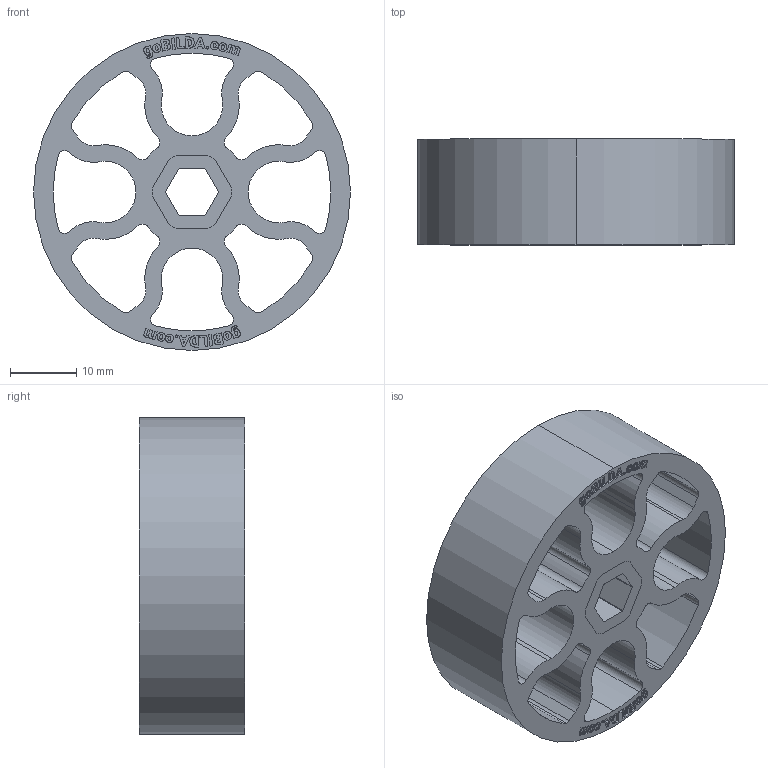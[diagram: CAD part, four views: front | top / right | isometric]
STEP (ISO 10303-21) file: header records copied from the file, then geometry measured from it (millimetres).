
FILE_DESCRIPTION (( 'STEP AP203' ), '1' );
FILE_NAME ('3613-4008-0048.STEP', '2020-11-19T15:00:50', ( '' ), ( '' ), 'SwSTEP 2.0', 'SolidWorks 2016', '' );
FILE_SCHEMA (( 'CONFIG_CONTROL_DESIGN' ));
Length unit declared in the file: millimetre
Products named in the file (3): 3613-4008-0048 Core; 3613-4008-0048 Rubber; 3613-4008-0048
Assembly tree (2 placements, depth 2):
  3613-4008-0048
    3613-4008-0048 Core
    3613-4008-0048 Rubber
Bounding box: 48 x 16 x 48 mm (x, y, z)
Volume: 14218.4 mm3; surface area: 11160.4 mm2
Topology: 2 solids, 2 shells, 924 faces, 2544 edges, 1696 vertices
Faces by surface type: bspline 452, plane 374, cylinder 98
Entity records: 31985 total; most frequent: CARTESIAN_POINT 10973, ORIENTED_EDGE 5088, DIRECTION 2818, EDGE_CURVE 2544, VERTEX_POINT 1696, VECTOR 1472, LINE 1472, EDGE_LOOP 1016
